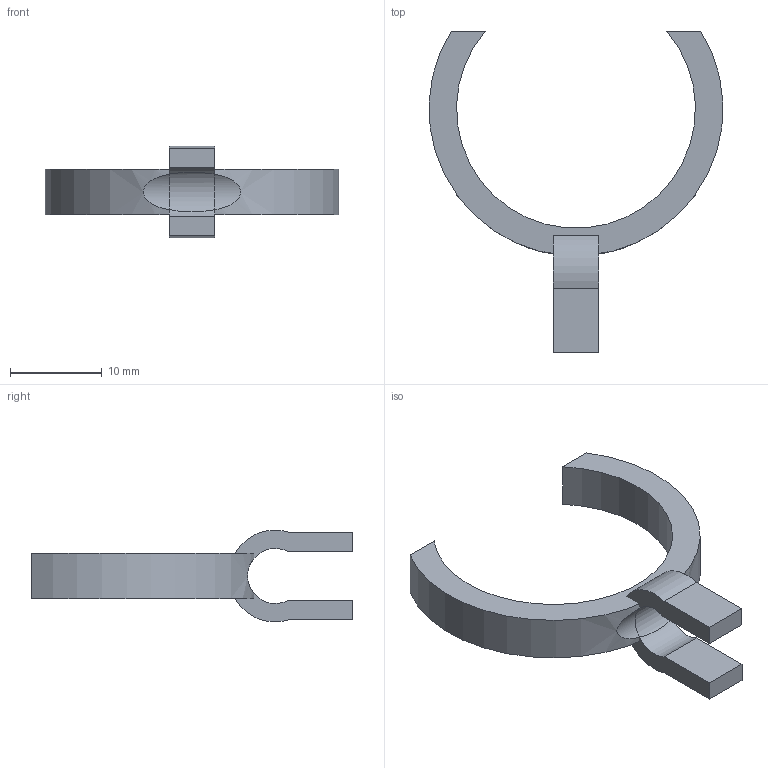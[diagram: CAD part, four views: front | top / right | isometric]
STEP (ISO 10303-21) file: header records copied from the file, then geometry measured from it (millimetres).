
FILE_DESCRIPTION(/* description */ (''),/* implementation_level */ '2;1');
FILE_NAME(/* name */ 'Christmas Bell Door Clip v6.step',/* time_stamp */ '2023-11-26T17:17:40-05:00',/* author */ (''),/* organization */ (''),/* preprocessor_version */ 'ST-DEVELOPER v20',/* originating_system */ 'Autodesk Translation Framework v12.14.0.127',/* authorisation */ '');
FILE_SCHEMA (('AUTOMOTIVE_DESIGN { 1 0 10303 214 3 1 1 }'));
Length unit declared in the file: millimetre
Products named in the file (1): Christmas Bell Door Clip
Bounding box: 31.97 x 35 x 9.99 mm (x, y, z)
Volume: 1232.6 mm3; surface area: 1491.9 mm2
Topology: 2 solids, 2 shells, 19 faces, 43 edges, 29 vertices
Faces by surface type: plane 13, cylinder 6
Entity records: 606 total; most frequent: CARTESIAN_POINT 133, DIRECTION 92, ORIENTED_EDGE 86, EDGE_CURVE 43, LINE 32, VECTOR 32, AXIS2_PLACEMENT_3D 30, VERTEX_POINT 29
